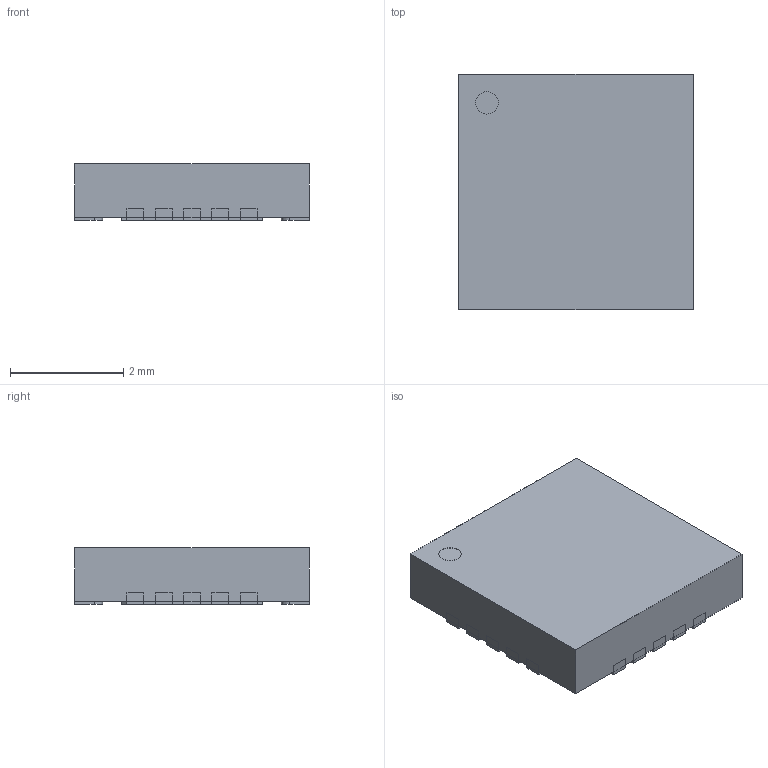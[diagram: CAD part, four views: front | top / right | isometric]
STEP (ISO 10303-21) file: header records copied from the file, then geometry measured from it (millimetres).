
FILE_DESCRIPTION (( 'STEP AP214' ), '1' );
FILE_NAME ('User Library-VQFN-20.STEP', '2020-09-28T05:08:39', ( '' ), ( '' ), 'SwSTEP 2.0', 'SolidWorks 2020', '' );
FILE_SCHEMA (( 'AUTOMOTIVE_DESIGN' ));
Length unit declared in the file: millimetre
Products named in the file (3): Leads; ComponentBody; User Library-VQFN-20
Assembly tree (2 placements, depth 2):
  User Library-VQFN-20
    ComponentBody
    Leads
Bounding box: 4.16 x 4.16 x 1 mm (x, y, z)
Surface area: 76.2 mm2
Topology: 22 solids, 22 shells, 141 faces, 288 edges, 192 vertices
Faces by surface type: plane 114, cylinder 27
Entity records: 5517 total; most frequent: DIRECTION 634, CARTESIAN_POINT 626, ORIENTED_EDGE 576, EDGE_CURVE 288, LINE 234, VECTOR 234, AXIS2_PLACEMENT_3D 200, VERTEX_POINT 192
